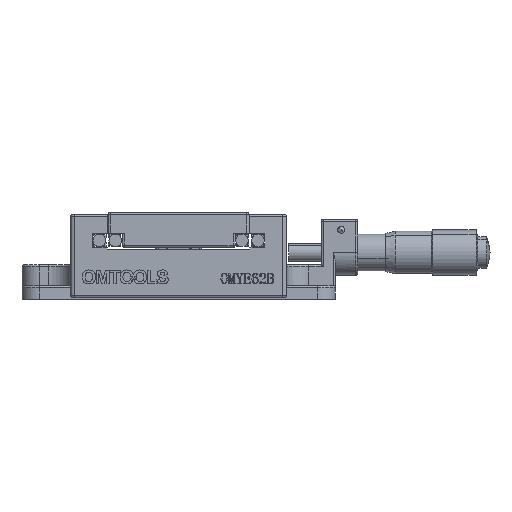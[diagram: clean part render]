
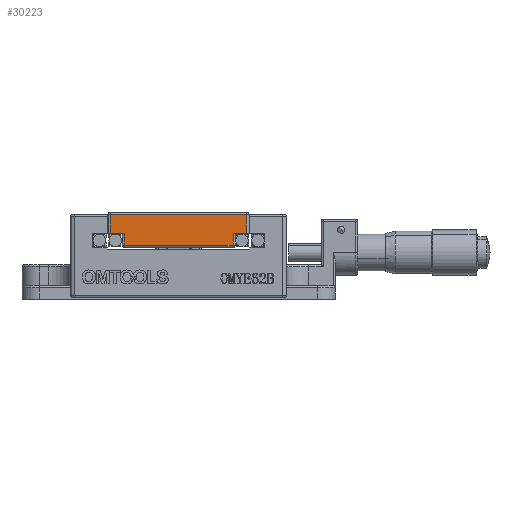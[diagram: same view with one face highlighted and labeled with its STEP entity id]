
A CAD part, front view. The second image highlights one B-rep face of the part: STEP entity #30223.
In plain terms, the highlighted planar face has unit normal (0, -1, 0).
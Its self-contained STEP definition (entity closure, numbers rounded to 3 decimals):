
#309 = PLANE ( 'NONE',  #4965 ) ;
#1547 = LINE ( 'NONE', #17634, #34818 ) ;
#2556 = LINE ( 'NONE', #13934, #3406 ) ;
#2716 = LINE ( 'NONE', #23428, #3579 ) ;
#2970 = LINE ( 'NONE', #35024, #16143 ) ;
#2980 = DIRECTION ( 'NONE',  ( 0., 0., -1. ) ) ;
#3406 = VECTOR ( 'NONE', #16763, 1000. ) ;
#3579 = VECTOR ( 'NONE', #14905, 1000. ) ;
#3792 = CARTESIAN_POINT ( 'NONE',  ( 18.435, -34.372, 105.6 ) ) ;
#4965 = AXIS2_PLACEMENT_3D ( 'NONE', #25875, #11942, #14409 ) ;
#6725 = VECTOR ( 'NONE', #20719, 1000. ) ;
#7369 = CARTESIAN_POINT ( 'NONE',  ( 14.435, -34.372, 96.2 ) ) ;
#7999 = ORIENTED_EDGE ( 'NONE', *, *, #11748, .T. ) ;
#8786 = EDGE_CURVE ( 'NONE', #24893, #26349, #2970, .T. ) ;
#8788 = LINE ( 'NONE', #31338, #15399 ) ;
#9188 = DIRECTION ( 'NONE',  ( 0., 0., 1. ) ) ;
#9632 = DIRECTION ( 'NONE',  ( -1., 0., 0. ) ) ;
#10306 = EDGE_CURVE ( 'NONE', #21313, #24893, #1547, .T. ) ;
#10445 = CARTESIAN_POINT ( 'NONE',  ( 18.435, -34.372, 105. ) ) ;
#11195 = CARTESIAN_POINT ( 'NONE',  ( -16.865, -34.372, 105.6 ) ) ;
#11748 = EDGE_CURVE ( 'NONE', #12603, #25731, #34326, .T. ) ;
#11942 = DIRECTION ( 'NONE',  ( 0., 1., 0. ) ) ;
#12603 = VERTEX_POINT ( 'NONE', #35025 ) ;
#13934 = CARTESIAN_POINT ( 'NONE',  ( -21.465, -34.372, 99.6 ) ) ;
#14006 = LINE ( 'NONE', #11195, #26706 ) ;
#14409 = DIRECTION ( 'NONE',  ( 0., 0., -1. ) ) ;
#14905 = DIRECTION ( 'NONE',  ( 1., 0., 0. ) ) ;
#15044 = CARTESIAN_POINT ( 'NONE',  ( 14.435, -34.372, 96.2 ) ) ;
#15399 = VECTOR ( 'NONE', #9188, 1000. ) ;
#15572 = CARTESIAN_POINT ( 'NONE',  ( -20.865, -34.372, 99.6 ) ) ;
#15936 = CARTESIAN_POINT ( 'NONE',  ( -20.865, -34.372, 105. ) ) ;
#16093 = CARTESIAN_POINT ( 'NONE',  ( 14.435, -34.372, 99.6 ) ) ;
#16143 = VECTOR ( 'NONE', #21242, 1000. ) ;
#16763 = DIRECTION ( 'NONE',  ( 1., 0., 0. ) ) ;
#17413 = VERTEX_POINT ( 'NONE', #30701 ) ;
#17634 = CARTESIAN_POINT ( 'NONE',  ( 19.035, -34.372, 105. ) ) ;
#18062 = EDGE_CURVE ( 'NONE', #17413, #12603, #14006, .T. ) ;
#19126 = EDGE_CURVE ( 'NONE', #26349, #17413, #2556, .T. ) ;
#20719 = DIRECTION ( 'NONE',  ( 0., 0., 1. ) ) ;
#21242 = DIRECTION ( 'NONE',  ( 0., 0., -1. ) ) ;
#21313 = VERTEX_POINT ( 'NONE', #10445 ) ;
#21922 = ORIENTED_EDGE ( 'NONE', *, *, #10306, .T. ) ;
#22361 = ORIENTED_EDGE ( 'NONE', *, *, #19126, .T. ) ;
#22604 = EDGE_CURVE ( 'NONE', #34897, #21313, #26902, .T. ) ;
#23428 = CARTESIAN_POINT ( 'NONE',  ( 19.035, -34.372, 99.6 ) ) ;
#23841 = VECTOR ( 'NONE', #28730, 1000. ) ;
#24893 = VERTEX_POINT ( 'NONE', #15936 ) ;
#25171 = ORIENTED_EDGE ( 'NONE', *, *, #32284, .T. ) ;
#25731 = VERTEX_POINT ( 'NONE', #7369 ) ;
#25875 = CARTESIAN_POINT ( 'NONE',  ( 19.035, -34.372, 105.6 ) ) ;
#26349 = VERTEX_POINT ( 'NONE', #15572 ) ;
#26706 = VECTOR ( 'NONE', #2980, 1000. ) ;
#26902 = LINE ( 'NONE', #3792, #6725 ) ;
#28730 = DIRECTION ( 'NONE',  ( 1., 0., 0. ) ) ;
#29057 = ORIENTED_EDGE ( 'NONE', *, *, #32764, .T. ) ;
#30223 = ADVANCED_FACE ( 'NONE', ( #30448 ), #309, .F. ) ;
#30448 = FACE_OUTER_BOUND ( 'NONE', #34523, .T. ) ;
#30701 = CARTESIAN_POINT ( 'NONE',  ( -16.865, -34.372, 99.6 ) ) ;
#31338 = CARTESIAN_POINT ( 'NONE',  ( 14.435, -34.372, 105.6 ) ) ;
#31720 = ORIENTED_EDGE ( 'NONE', *, *, #22604, .T. ) ;
#32109 = ORIENTED_EDGE ( 'NONE', *, *, #8786, .T. ) ;
#32284 = EDGE_CURVE ( 'NONE', #34697, #34897, #2716, .T. ) ;
#32764 = EDGE_CURVE ( 'NONE', #25731, #34697, #8788, .T. ) ;
#34009 = CARTESIAN_POINT ( 'NONE',  ( 18.435, -34.372, 99.6 ) ) ;
#34326 = LINE ( 'NONE', #15044, #23841 ) ;
#34523 = EDGE_LOOP ( 'NONE', ( #34673, #7999, #29057, #25171, #31720, #21922, #32109, #22361 ) ) ;
#34673 = ORIENTED_EDGE ( 'NONE', *, *, #18062, .T. ) ;
#34697 = VERTEX_POINT ( 'NONE', #16093 ) ;
#34818 = VECTOR ( 'NONE', #9632, 1000. ) ;
#34897 = VERTEX_POINT ( 'NONE', #34009 ) ;
#35024 = CARTESIAN_POINT ( 'NONE',  ( -20.865, -34.372, 105.6 ) ) ;
#35025 = CARTESIAN_POINT ( 'NONE',  ( -16.865, -34.372, 96.2 ) ) ;
